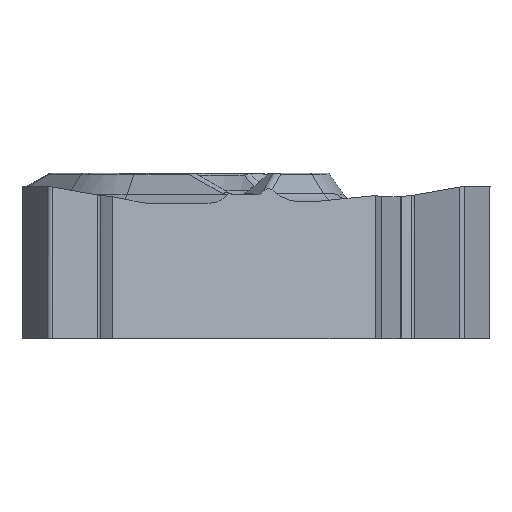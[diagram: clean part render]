
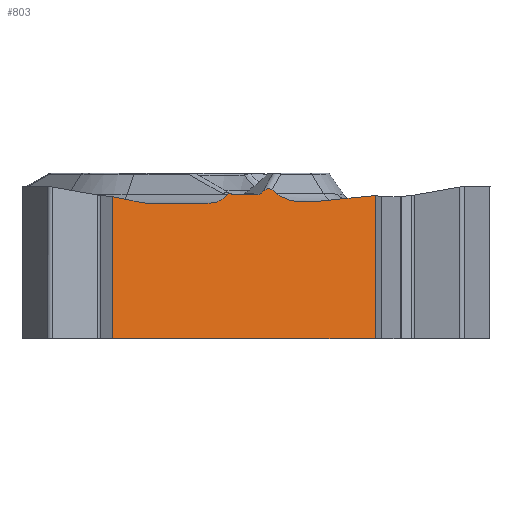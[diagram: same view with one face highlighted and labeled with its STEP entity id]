
A CAD part, front view. The second image highlights one B-rep face of the part: STEP entity #803.
In plain terms, the highlighted planar face has unit normal (0.5, -0.866, 0).
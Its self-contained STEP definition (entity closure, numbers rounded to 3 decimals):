
#147=PLANE('',#2866);
#229=FACE_OUTER_BOUND('',#992,.T.);
#365=ELLIPSE('',#2860,1.5,0.75);
#366=ELLIPSE('',#2861,0.304,0.205);
#367=ELLIPSE('',#2862,0.309,0.3);
#368=ELLIPSE('',#2863,0.309,0.3);
#369=ELLIPSE('',#2864,0.884,0.75);
#447=LINE('',#4566,#624);
#460=LINE('',#4911,#637);
#461=LINE('',#4914,#638);
#462=LINE('',#4916,#639);
#463=LINE('',#4920,#640);
#464=LINE('',#4924,#641);
#465=LINE('',#4945,#642);
#466=LINE('',#4949,#643);
#467=LINE('',#4951,#644);
#624=VECTOR('',#3224,1.);
#637=VECTOR('',#3327,1.);
#638=VECTOR('',#3328,1.);
#639=VECTOR('',#3329,1.);
#640=VECTOR('',#3332,1.);
#641=VECTOR('',#3335,1.);
#642=VECTOR('',#3342,1.);
#643=VECTOR('',#3345,1.);
#644=VECTOR('',#3346,1.);
#803=ADVANCED_FACE('',(#229),#147,.F.);
#992=EDGE_LOOP('',(#1367,#1368,#1369,#1370,#1371,#1372,#1373,#1374,#1375,
#1376,#1377,#1378,#1379,#1380,#1381,#1382));
#1367=ORIENTED_EDGE('',*,*,#2313,.T.);
#1368=ORIENTED_EDGE('',*,*,#2314,.T.);
#1369=ORIENTED_EDGE('',*,*,#2315,.T.);
#1370=ORIENTED_EDGE('',*,*,#2316,.T.);
#1371=ORIENTED_EDGE('',*,*,#2317,.F.);
#1372=ORIENTED_EDGE('',*,*,#2318,.F.);
#1373=ORIENTED_EDGE('',*,*,#2319,.T.);
#1374=ORIENTED_EDGE('',*,*,#2320,.T.);
#1375=ORIENTED_EDGE('',*,*,#2259,.T.);
#1376=ORIENTED_EDGE('',*,*,#2321,.T.);
#1377=ORIENTED_EDGE('',*,*,#2322,.F.);
#1378=ORIENTED_EDGE('',*,*,#2323,.T.);
#1379=ORIENTED_EDGE('',*,*,#2324,.T.);
#1380=ORIENTED_EDGE('',*,*,#2325,.T.);
#1381=ORIENTED_EDGE('',*,*,#2326,.T.);
#1382=ORIENTED_EDGE('',*,*,#2327,.T.);
#1991=VERTEX_POINT('',#4565);
#1992=VERTEX_POINT('',#4567);
#2018=VERTEX_POINT('',#4912);
#2019=VERTEX_POINT('',#4913);
#2020=VERTEX_POINT('',#4915);
#2021=VERTEX_POINT('',#4917);
#2022=VERTEX_POINT('',#4919);
#2023=VERTEX_POINT('',#4921);
#2024=VERTEX_POINT('',#4923);
#2025=VERTEX_POINT('',#4925);
#2026=VERTEX_POINT('',#4928);
#2027=VERTEX_POINT('',#4942);
#2028=VERTEX_POINT('',#4944);
#2029=VERTEX_POINT('',#4946);
#2030=VERTEX_POINT('',#4948);
#2031=VERTEX_POINT('',#4950);
#2259=EDGE_CURVE('',#1992,#1991,#447,.T.);
#2313=EDGE_CURVE('',#2018,#2019,#460,.T.);
#2314=EDGE_CURVE('',#2019,#2020,#461,.T.);
#2315=EDGE_CURVE('',#2020,#2021,#462,.T.);
#2316=EDGE_CURVE('',#2021,#2022,#365,.T.);
#2317=EDGE_CURVE('',#2023,#2022,#463,.T.);
#2318=EDGE_CURVE('',#2024,#2023,#366,.T.);
#2319=EDGE_CURVE('',#2024,#2025,#464,.T.);
#2320=EDGE_CURVE('',#2025,#1992,#367,.T.);
#2321=EDGE_CURVE('',#1991,#2026,#368,.T.);
#2322=EDGE_CURVE('',#2027,#2026,#2706,.T.);
#2323=EDGE_CURVE('',#2027,#2028,#369,.T.);
#2324=EDGE_CURVE('',#2028,#2029,#465,.T.);
#2325=EDGE_CURVE('',#2029,#2030,#2600,.T.);
#2326=EDGE_CURVE('',#2030,#2031,#466,.T.);
#2327=EDGE_CURVE('',#2031,#2018,#467,.T.);
#2600=CIRCLE('',#2865,0.75);
#2706=B_SPLINE_CURVE_WITH_KNOTS('',3,(#4929,#4930,#4931,#4932,#4933,#4934,
#4935,#4936,#4937,#4938,#4939,#4940,#4941),.UNSPECIFIED.,.F.,.F.,(4,3,3,
3,4),(0.,0.251,0.501,0.761,1.),
 .UNSPECIFIED.);
#2860=AXIS2_PLACEMENT_3D('',#4918,#3330,#3331);
#2861=AXIS2_PLACEMENT_3D('',#4922,#3333,#3334);
#2862=AXIS2_PLACEMENT_3D('',#4926,#3336,#3337);
#2863=AXIS2_PLACEMENT_3D('',#4927,#3338,#3339);
#2864=AXIS2_PLACEMENT_3D('',#4943,#3340,#3341);
#2865=AXIS2_PLACEMENT_3D('',#4947,#3343,#3344);
#2866=AXIS2_PLACEMENT_3D('',#4952,#3347,#3348);
#3224=DIRECTION('',(-0.866,-0.5,0.));
#3327=DIRECTION('',(0.866,0.5,0.));
#3328=DIRECTION('',(0.,0.,1.));
#3329=DIRECTION('',(-0.863,-0.498,-0.088));
#3330=DIRECTION('',(-0.5,0.866,0.));
#3331=DIRECTION('',(-0.866,-0.5,0.));
#3332=DIRECTION('',(0.705,0.407,-0.581));
#3333=DIRECTION('',(-0.5,0.866,0.));
#3334=DIRECTION('',(0.743,0.429,0.514));
#3335=DIRECTION('',(-0.672,-0.388,-0.631));
#3336=DIRECTION('',(-0.5,0.866,0.));
#3337=DIRECTION('',(0.866,0.5,0.));
#3338=DIRECTION('',(-0.5,0.866,0.));
#3339=DIRECTION('',(0.866,0.5,0.));
#3340=DIRECTION('',(-0.5,0.866,0.));
#3341=DIRECTION('',(0.866,0.5,0.));
#3342=DIRECTION('',(-0.866,-0.5,0.));
#3343=DIRECTION('',(-0.5,0.866,0.));
#3344=DIRECTION('',(-0.866,-0.5,0.));
#3345=DIRECTION('',(-0.853,-0.492,0.174));
#3346=DIRECTION('',(0.,0.,-1.));
#3347=DIRECTION('',(-0.5,0.866,0.));
#3348=DIRECTION('',(-0.866,-0.5,0.));
#4565=CARTESIAN_POINT('',(1.413,-6.516,-0.31));
#4566=CARTESIAN_POINT('',(-4.359,-9.849,-0.31));
#4567=CARTESIAN_POINT('',(2.194,-6.065,-0.31));
#4911=CARTESIAN_POINT('',(3.175,-5.499,-5.56));
#4912=CARTESIAN_POINT('',(-3.059,-9.098,-5.56));
#4913=CARTESIAN_POINT('',(6.518,-3.569,-5.56));
#4914=CARTESIAN_POINT('',(6.518,-3.569,25.));
#4915=CARTESIAN_POINT('',(6.518,-3.569,-0.33));
#4916=CARTESIAN_POINT('',(5.12,-4.376,-0.472));
#4917=CARTESIAN_POINT('',(4.211,-4.901,-0.565));
#4918=CARTESIAN_POINT('',(3.985,-5.032,0.174));
#4919=CARTESIAN_POINT('',(2.921,-5.646,-0.256));
#4920=CARTESIAN_POINT('',(-12.245,-14.402,12.249));
#4921=CARTESIAN_POINT('',(2.757,-5.741,-0.121));
#4922=CARTESIAN_POINT('',(2.565,-5.851,-0.32));
#4923=CARTESIAN_POINT('',(2.429,-5.93,-0.181));
#4924=CARTESIAN_POINT('',(9.024,-2.122,6.019));
#4925=CARTESIAN_POINT('',(2.366,-5.966,-0.24));
#4926=CARTESIAN_POINT('',(2.194,-6.065,-0.01));
#4927=CARTESIAN_POINT('',(1.413,-6.516,-0.01));
#4928=CARTESIAN_POINT('',(1.303,-6.58,-0.283));
#4929=CARTESIAN_POINT('',(1.096,-6.7,-0.323));
#4930=CARTESIAN_POINT('',(1.108,-6.692,-0.307));
#4931=CARTESIAN_POINT('',(1.124,-6.684,-0.294));
#4932=CARTESIAN_POINT('',(1.14,-6.674,-0.285));
#4933=CARTESIAN_POINT('',(1.157,-6.664,-0.275));
#4934=CARTESIAN_POINT('',(1.175,-6.654,-0.268));
#4935=CARTESIAN_POINT('',(1.194,-6.643,-0.265));
#4936=CARTESIAN_POINT('',(1.213,-6.632,-0.262));
#4937=CARTESIAN_POINT('',(1.233,-6.621,-0.262));
#4938=CARTESIAN_POINT('',(1.252,-6.61,-0.266));
#4939=CARTESIAN_POINT('',(1.269,-6.599,-0.269));
#4940=CARTESIAN_POINT('',(1.287,-6.589,-0.275));
#4941=CARTESIAN_POINT('',(1.303,-6.58,-0.283));
#4942=CARTESIAN_POINT('',(1.096,-6.7,-0.323));
#4943=CARTESIAN_POINT('',(0.499,-7.044,0.147));
#4944=CARTESIAN_POINT('',(0.499,-7.044,-0.603));
#4945=CARTESIAN_POINT('',(-4.359,-9.849,-0.603));
#4946=CARTESIAN_POINT('',(-1.86,-8.406,-0.603));
#4947=CARTESIAN_POINT('',(-1.86,-8.406,0.147));
#4948=CARTESIAN_POINT('',(-1.973,-8.471,-0.592));
#4949=CARTESIAN_POINT('',(-8.078,-11.996,0.651));
#4950=CARTESIAN_POINT('',(-3.059,-9.098,-0.371));
#4951=CARTESIAN_POINT('',(-3.059,-9.098,25.));
#4952=CARTESIAN_POINT('',(3.175,-5.499,25.));
